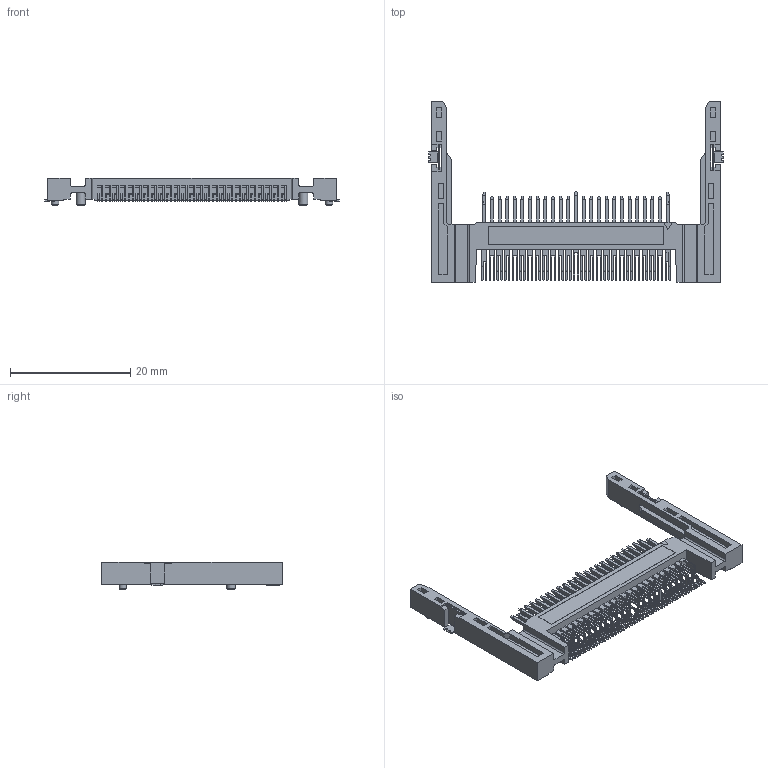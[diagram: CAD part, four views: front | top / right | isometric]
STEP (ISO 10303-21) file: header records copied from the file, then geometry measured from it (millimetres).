
FILE_DESCRIPTION(/* description */ ('Unknown'),/* implementation_level */ '2;1');
FILE_NAME(/* name */ 'MI20-50PD-SF(71)',/* time_stamp */ '2024-04-10T13:46:29+02:00',/* author */ ('Unknown'),/* organization */ ('Unknown'),/* preprocessor_version */ 'ST-DEVELOPER v18.102',/* originating_system */ 'Solid Edge',/* authorisation */ 'Unknown');
FILE_SCHEMA (('AUTOMOTIVE_DESIGN {1 0 10303 214 3 1 1}'));
Length unit declared in the file: millimetre
Products named in the file (1): MI20-50PD-SF(71)
Bounding box: 49 x 30 x 4.6 mm (x, y, z)
Volume: 1358.5 mm3; surface area: 2655.1 mm2
Topology: 1 solids, 1 shells, 1714 faces, 4409 edges, 2804 vertices
Faces by surface type: plane 1390, cylinder 320, cone 4
Full cylindrical faces by diameter (mm): 1.25 x2, 1.5 x2
Entity records: 63012 total; most frequent: CARTESIAN_POINT 8920, ORIENTED_EDGE 8794, DIRECTION 8473, EDGE_CURVE 4397, LINE 3747, VECTOR 3747, VERTEX_POINT 2800, AXIS2_PLACEMENT_3D 2363
